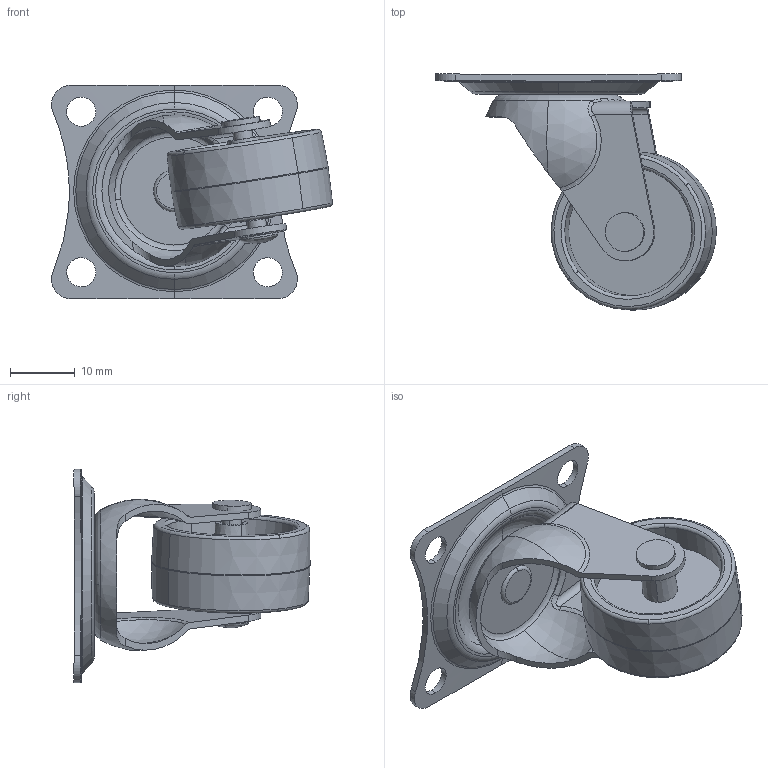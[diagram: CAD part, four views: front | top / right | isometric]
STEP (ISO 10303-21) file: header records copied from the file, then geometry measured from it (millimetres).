
FILE_DESCRIPTION (( 'STEP AP214' ), '1' );
FILE_NAME ('Ensamble_Rueda_Loca.STEP', '2018-05-04T00:02:07', ( '' ), ( '' ), 'SwSTEP 2.0', 'SolidWorks 2017', '' );
FILE_SCHEMA (( 'AUTOMOTIVE_DESIGN' ));
Length unit declared in the file: millimetre
Products named in the file (6): Llanta; Base_rueda_loca; rueda loca; Ensamble_Rueda_Loca; Pasante_Base; Eje_planta
Assembly tree (5 placements, depth 2):
  Ensamble_Rueda_Loca
    Base_rueda_loca
    rueda loca
    Llanta
    Eje_planta
    Pasante_Base
Bounding box: 43.4 x 36.49 x 33 mm (x, y, z)
Volume: 5390 mm3; surface area: 8048.2 mm2
Topology: 5 solids, 5 shells, 153 faces, 364 edges, 229 vertices
Faces by surface type: cylinder 48, torus 44, plane 32, cone 12, bspline 12, sphere 5
Entity records: 5743 total; most frequent: CARTESIAN_POINT 1980, DIRECTION 783, ORIENTED_EDGE 724, EDGE_CURVE 362, AXIS2_PLACEMENT_3D 352, VERTEX_POINT 229, CIRCLE 203, EDGE_LOOP 181
